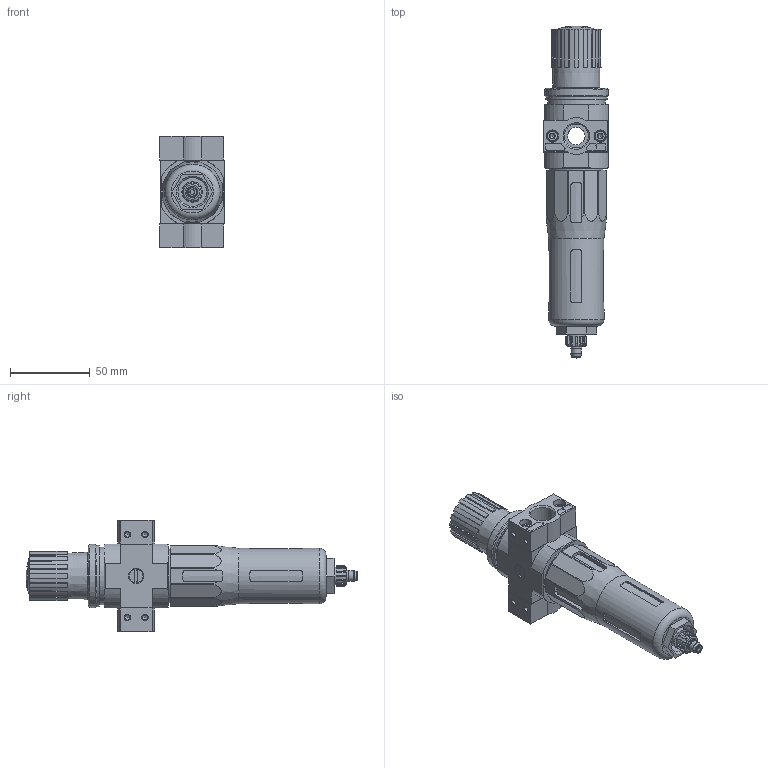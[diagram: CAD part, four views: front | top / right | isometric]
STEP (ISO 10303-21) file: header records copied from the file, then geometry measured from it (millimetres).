
FILE_DESCRIPTION(/* description */ ('STEP AP214'),/* implementation_level */ '2;1');
FILE_NAME(/* name */ '162688_LFR-3_8-D-O-MINI',/* time_stamp */ '2024-09-04T16:51:20+02:00',/* author */ ('License CC BY-ND 4.0'),/* organization */ ('CADENAS'),/* preprocessor_version */ 'ST-DEVELOPER v19.3',/* originating_system */ 'PARTsolutions',/* authorisation */ ' ');
FILE_SCHEMA (('TECHNICAL_DATA_PACKAGING','AUTOMOTIVE_DESIGN {1 0 10303 214 3 1 1}'));
Length unit declared in the file: millimetre
Products named in the file (8): 162688 LFR-3/8-D-O-MINI---(0); 123587 LFR-D-MINI--(0); 380295 PBL-3/8-D-MINI-R---(0) p1; DIN-912 - M4x16(F); 380293 PBL-3/8-D-MINI-L---(1) p1; 398011 LRVS-D-MINI; 373845 LR-MINI; 648415 LF
Assembly tree (11 placements, depth 2):
  162688 LFR-3/8-D-O-MINI---(0)
    123587 LFR-D-MINI--(0)
    380295 PBL-3/8-D-MINI-R---(0) p1
    DIN-912 - M4x16(F)  x4
    380293 PBL-3/8-D-MINI-L---(1) p1
    398011 LRVS-D-MINI
    373845 LR-MINI  x2
    648415 LF
Bounding box: 40.4 x 208 x 70 mm (x, y, z)
Volume: 209777.8 mm3; surface area: 46235.8 mm2
Topology: 11 solids, 11 shells, 617 faces, 1511 edges, 963 vertices
Faces by surface type: plane 342, cylinder 166, cone 96, torus 8, sphere 5
Full cylindrical faces by diameter (mm): 3 x1, 3.242 x8, 4 x4, 4.3 x2, 5.6 x1, 6.4 x1, 6.8 x1, 6.9 x2, 7 x4, 7.1 x1, 8.2 x2, 8.566 x2, 9 x1, 9.728 x2, 11 x2, 11.2 x1, 11.4 x1, 12.2 x2, 12.6 x1, 14.95 x2, 15.7 x1, 15.8 x1, 18 x1, 24.9 x1, 26.9 x1, 33.9 x1, 34.376 x1, 34.7 x1, 36 x2, 38.5 x1
Entity records: 17669 total; most frequent: CARTESIAN_POINT 3223, DIRECTION 2582, ORIENTED_EDGE 2410, EDGE_CURVE 1205, AXIS2_PLACEMENT_3D 1007, VERTEX_POINT 852, FACE_BOUND 691, EDGE_LOOP 682
